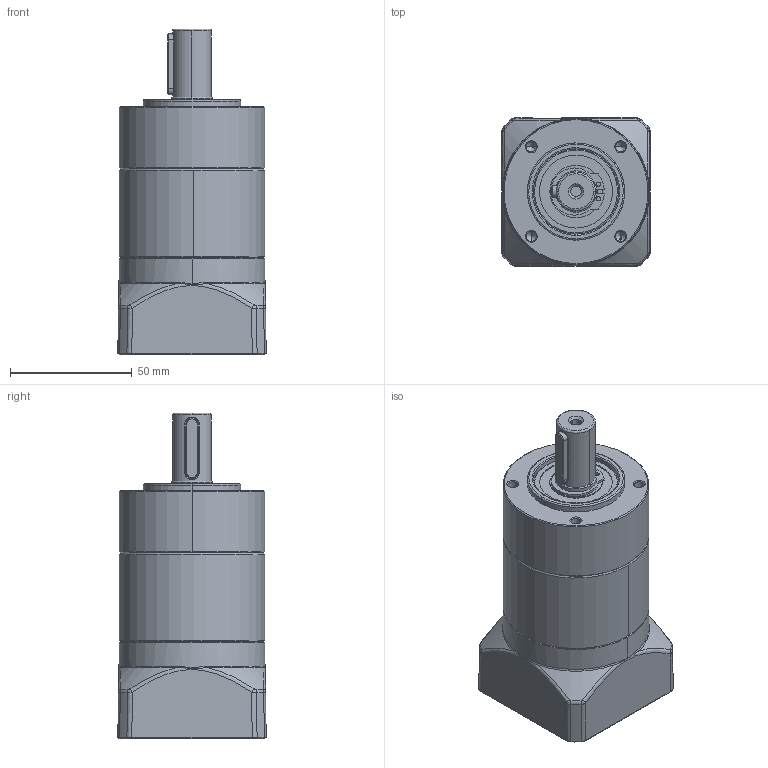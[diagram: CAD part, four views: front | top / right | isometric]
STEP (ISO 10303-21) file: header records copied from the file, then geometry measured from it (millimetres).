
FILE_DESCRIPTION (( 'STEP AP214' ), '1' );
FILE_NAME ('FE-060-L2-P2-朴8(覃淕杶)-朴38.1-朴66.7-M4-32-C16.STEP', '2024-01-04T02:16:27', ( 'admin' ), ( '' ), 'SwSTEP 2.0', 'SolidWorks 2013', '' );
FILE_SCHEMA (( 'AUTOMOTIVE_DESIGN' ));
Length unit declared in the file: millimetre
Products named in the file (11): 内齿圈FE060-S108; 单边锁输入轴FE060-14（带螺丝）; M4樓粟菜; 6003-2RZ粣創; A倰す瑩5X25; 怀堤粣縐銅17; 怀堤傷褲极FE060; FE-060-L2-P2-朴8(覃淕杶)-朴38.1-朴66.7-M4-32-C16; 镂空输入法兰FE060-38.1x40xM4; 输入调整套14-8; 怀堤俴陎殤FE060-16
Assembly tree (15 placements, depth 2):
  FE-060-L2-P2-朴8(覃淕杶)-朴38.1-朴66.7-M4-32-C16
    怀堤傷褲极FE060
    怀堤粣縐銅17
    A倰す瑩5X25
    6003-2RZ粣創
    M4樓粟菜  x6
    单边锁输入轴FE060-14（带螺丝）
    内齿圈FE060-S108
    怀堤俴陎殤FE060-16
    输入调整套14-8
    镂空输入法兰FE060-38.1x40xM4
Bounding box: 60.99 x 60.99 x 134 mm (x, y, z)
Volume: 272151.2 mm3; surface area: 72658.4 mm2
Topology: 10 solids, 23 shells, 754 faces, 1810 edges, 1106 vertices
Faces by surface type: cylinder 217, bspline 185, plane 181, cone 149, torus 22
Entity records: 27999 total; most frequent: CARTESIAN_POINT 14792, ORIENTED_EDGE 2794, DIRECTION 2453, EDGE_CURVE 1400, AXIS2_PLACEMENT_3D 1014, VERTEX_POINT 861, EDGE_LOOP 682, ADVANCED_FACE 604
